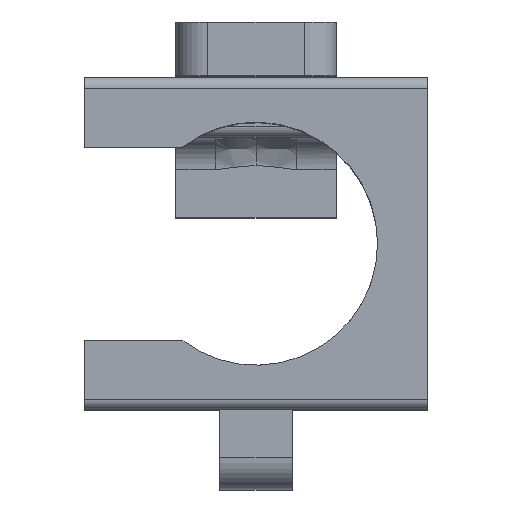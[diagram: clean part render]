
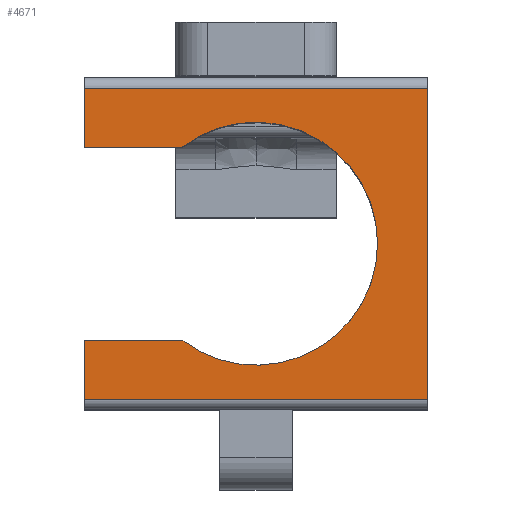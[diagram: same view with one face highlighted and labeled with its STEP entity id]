
A CAD part, top view. The second image highlights one B-rep face of the part: STEP entity #4671.
In plain terms, the highlighted planar face has unit normal (0, 0, 1).
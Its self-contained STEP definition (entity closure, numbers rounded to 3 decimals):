
#338 = PLANE('',#339);
#339 = AXIS2_PLACEMENT_3D('',#340,#341,#342);
#340 = CARTESIAN_POINT('',(-16.,9.,0.));
#341 = DIRECTION('',(0.,-1.,0.));
#342 = DIRECTION('',(0.,0.,1.));
#449 = CYLINDRICAL_SURFACE('',#450,11.35);
#450 = AXIS2_PLACEMENT_3D('',#451,#452,#453);
#451 = CARTESIAN_POINT('',(0.,0.,31.));
#452 = DIRECTION('',(0.,0.,1.));
#453 = DIRECTION('',(1.,0.,0.));
#818 = CYLINDRICAL_SURFACE('',#819,11.35);
#819 = AXIS2_PLACEMENT_3D('',#820,#821,#822);
#820 = CARTESIAN_POINT('',(0.,0.,31.));
#821 = DIRECTION('',(0.,0.,1.));
#822 = DIRECTION('',(1.,0.,0.));
#1024 = PLANE('',#1025);
#1025 = AXIS2_PLACEMENT_3D('',#1026,#1027,#1028);
#1026 = CARTESIAN_POINT('',(-16.,-9.,31.));
#1027 = DIRECTION('',(0.,1.,0.));
#1028 = DIRECTION('',(0.,0.,-1.));
#2451 = PLANE('',#2452);
#2452 = AXIS2_PLACEMENT_3D('',#2453,#2454,#2455);
#2453 = CARTESIAN_POINT('',(16.,15.5,0.));
#2454 = DIRECTION('',(1.,0.,0.));
#2455 = DIRECTION('',(0.,-1.,0.));
#2473 = VERTEX_POINT('',#2474);
#2474 = CARTESIAN_POINT('',(-6.915,9.,31.));
#2493 = EDGE_CURVE('',#2494,#2473,#2496,.T.);
#2494 = VERTEX_POINT('',#2495);
#2495 = CARTESIAN_POINT('',(-16.,9.,31.));
#2496 = SURFACE_CURVE('',#2497,(#2501,#2508),.PCURVE_S1.);
#2497 = LINE('',#2498,#2499);
#2498 = CARTESIAN_POINT('',(-16.,9.,31.));
#2499 = VECTOR('',#2500,1.);
#2500 = DIRECTION('',(1.,0.,0.));
#2501 = PCURVE('',#338,#2502);
#2502 = DEFINITIONAL_REPRESENTATION('',(#2503),#2507);
#2503 = LINE('',#2504,#2505);
#2504 = CARTESIAN_POINT('',(31.,0.));
#2505 = VECTOR('',#2506,1.);
#2506 = DIRECTION('',(0.,-1.));
#2507 = ( GEOMETRIC_REPRESENTATION_CONTEXT(2) 
PARAMETRIC_REPRESENTATION_CONTEXT() REPRESENTATION_CONTEXT('2D SPACE',''
  ) );
#2508 = PCURVE('',#2509,#2514);
#2509 = PLANE('',#2510);
#2510 = AXIS2_PLACEMENT_3D('',#2511,#2512,#2513);
#2511 = CARTESIAN_POINT('',(-16.,15.5,31.));
#2512 = DIRECTION('',(0.,0.,1.));
#2513 = DIRECTION('',(1.,0.,0.));
#2514 = DEFINITIONAL_REPRESENTATION('',(#2515),#2519);
#2515 = LINE('',#2516,#2517);
#2516 = CARTESIAN_POINT('',(0.,-6.5));
#2517 = VECTOR('',#2518,1.);
#2518 = DIRECTION('',(1.,0.));
#2519 = ( GEOMETRIC_REPRESENTATION_CONTEXT(2) 
PARAMETRIC_REPRESENTATION_CONTEXT() REPRESENTATION_CONTEXT('2D SPACE',''
  ) );
#2537 = PLANE('',#2538);
#2538 = AXIS2_PLACEMENT_3D('',#2539,#2540,#2541);
#2539 = CARTESIAN_POINT('',(-16.,-15.5,0.));
#2540 = DIRECTION('',(-1.,0.,0.));
#2541 = DIRECTION('',(0.,1.,0.));
#3325 = EDGE_CURVE('',#3326,#2473,#3328,.T.);
#3326 = VERTEX_POINT('',#3327);
#3327 = CARTESIAN_POINT('',(11.35,0.,31.));
#3328 = SURFACE_CURVE('',#3329,(#3334,#3341),.PCURVE_S1.);
#3329 = CIRCLE('',#3330,11.35);
#3330 = AXIS2_PLACEMENT_3D('',#3331,#3332,#3333);
#3331 = CARTESIAN_POINT('',(0.,0.,31.));
#3332 = DIRECTION('',(0.,0.,1.));
#3333 = DIRECTION('',(1.,0.,0.));
#3334 = PCURVE('',#449,#3335);
#3335 = DEFINITIONAL_REPRESENTATION('',(#3336),#3340);
#3336 = LINE('',#3337,#3338);
#3337 = CARTESIAN_POINT('',(0.,0.));
#3338 = VECTOR('',#3339,1.);
#3339 = DIRECTION('',(1.,0.));
#3340 = ( GEOMETRIC_REPRESENTATION_CONTEXT(2) 
PARAMETRIC_REPRESENTATION_CONTEXT() REPRESENTATION_CONTEXT('2D SPACE',''
  ) );
#3341 = PCURVE('',#2509,#3342);
#3342 = DEFINITIONAL_REPRESENTATION('',(#3343),#3347);
#3343 = CIRCLE('',#3344,11.35);
#3344 = AXIS2_PLACEMENT_2D('',#3345,#3346);
#3345 = CARTESIAN_POINT('',(16.,-15.5));
#3346 = DIRECTION('',(1.,0.));
#3347 = ( GEOMETRIC_REPRESENTATION_CONTEXT(2) 
PARAMETRIC_REPRESENTATION_CONTEXT() REPRESENTATION_CONTEXT('2D SPACE',''
  ) );
#3709 = VERTEX_POINT('',#3710);
#3710 = CARTESIAN_POINT('',(-16.,-9.,31.));
#3724 = PLANE('',#3725);
#3725 = AXIS2_PLACEMENT_3D('',#3726,#3727,#3728);
#3726 = CARTESIAN_POINT('',(-16.,-15.5,0.));
#3727 = DIRECTION('',(-1.,0.,0.));
#3728 = DIRECTION('',(0.,1.,0.));
#3736 = EDGE_CURVE('',#3709,#3737,#3739,.T.);
#3737 = VERTEX_POINT('',#3738);
#3738 = CARTESIAN_POINT('',(-6.915,-9.,31.));
#3739 = SURFACE_CURVE('',#3740,(#3744,#3751),.PCURVE_S1.);
#3740 = LINE('',#3741,#3742);
#3741 = CARTESIAN_POINT('',(-16.,-9.,31.));
#3742 = VECTOR('',#3743,1.);
#3743 = DIRECTION('',(1.,0.,0.));
#3744 = PCURVE('',#1024,#3745);
#3745 = DEFINITIONAL_REPRESENTATION('',(#3746),#3750);
#3746 = LINE('',#3747,#3748);
#3747 = CARTESIAN_POINT('',(0.,0.));
#3748 = VECTOR('',#3749,1.);
#3749 = DIRECTION('',(0.,-1.));
#3750 = ( GEOMETRIC_REPRESENTATION_CONTEXT(2) 
PARAMETRIC_REPRESENTATION_CONTEXT() REPRESENTATION_CONTEXT('2D SPACE',''
  ) );
#3751 = PCURVE('',#2509,#3752);
#3752 = DEFINITIONAL_REPRESENTATION('',(#3753),#3757);
#3753 = LINE('',#3754,#3755);
#3754 = CARTESIAN_POINT('',(0.,-24.5));
#3755 = VECTOR('',#3756,1.);
#3756 = DIRECTION('',(1.,0.));
#3757 = ( GEOMETRIC_REPRESENTATION_CONTEXT(2) 
PARAMETRIC_REPRESENTATION_CONTEXT() REPRESENTATION_CONTEXT('2D SPACE',''
  ) );
#3841 = EDGE_CURVE('',#3737,#3326,#3842,.T.);
#3842 = SURFACE_CURVE('',#3843,(#3848,#3855),.PCURVE_S1.);
#3843 = CIRCLE('',#3844,11.35);
#3844 = AXIS2_PLACEMENT_3D('',#3845,#3846,#3847);
#3845 = CARTESIAN_POINT('',(0.,0.,31.));
#3846 = DIRECTION('',(0.,0.,1.));
#3847 = DIRECTION('',(1.,0.,0.));
#3848 = PCURVE('',#818,#3849);
#3849 = DEFINITIONAL_REPRESENTATION('',(#3850),#3854);
#3850 = LINE('',#3851,#3852);
#3851 = CARTESIAN_POINT('',(0.,0.));
#3852 = VECTOR('',#3853,1.);
#3853 = DIRECTION('',(1.,0.));
#3854 = ( GEOMETRIC_REPRESENTATION_CONTEXT(2) 
PARAMETRIC_REPRESENTATION_CONTEXT() REPRESENTATION_CONTEXT('2D SPACE',''
  ) );
#3855 = PCURVE('',#2509,#3856);
#3856 = DEFINITIONAL_REPRESENTATION('',(#3857),#3861);
#3857 = CIRCLE('',#3858,11.35);
#3858 = AXIS2_PLACEMENT_2D('',#3859,#3860);
#3859 = CARTESIAN_POINT('',(16.,-15.5));
#3860 = DIRECTION('',(1.,0.));
#3861 = ( GEOMETRIC_REPRESENTATION_CONTEXT(2) 
PARAMETRIC_REPRESENTATION_CONTEXT() REPRESENTATION_CONTEXT('2D SPACE',''
  ) );
#4176 = VERTEX_POINT('',#4177);
#4177 = CARTESIAN_POINT('',(16.,14.51,31.));
#4192 = CYLINDRICAL_SURFACE('',#4193,0.99);
#4193 = AXIS2_PLACEMENT_3D('',#4194,#4195,#4196);
#4194 = CARTESIAN_POINT('',(-16.,14.51,30.01));
#4195 = DIRECTION('',(1.,0.,0.));
#4196 = DIRECTION('',(0.,1.,0.));
#4204 = EDGE_CURVE('',#4176,#4205,#4207,.T.);
#4205 = VERTEX_POINT('',#4206);
#4206 = CARTESIAN_POINT('',(16.,-14.51,31.));
#4207 = SURFACE_CURVE('',#4208,(#4212,#4219),.PCURVE_S1.);
#4208 = LINE('',#4209,#4210);
#4209 = CARTESIAN_POINT('',(16.,15.5,31.));
#4210 = VECTOR('',#4211,1.);
#4211 = DIRECTION('',(0.,-1.,0.));
#4212 = PCURVE('',#2451,#4213);
#4213 = DEFINITIONAL_REPRESENTATION('',(#4214),#4218);
#4214 = LINE('',#4215,#4216);
#4215 = CARTESIAN_POINT('',(0.,-31.));
#4216 = VECTOR('',#4217,1.);
#4217 = DIRECTION('',(1.,0.));
#4218 = ( GEOMETRIC_REPRESENTATION_CONTEXT(2) 
PARAMETRIC_REPRESENTATION_CONTEXT() REPRESENTATION_CONTEXT('2D SPACE',''
  ) );
#4219 = PCURVE('',#2509,#4220);
#4220 = DEFINITIONAL_REPRESENTATION('',(#4221),#4225);
#4221 = LINE('',#4222,#4223);
#4222 = CARTESIAN_POINT('',(32.,0.));
#4223 = VECTOR('',#4224,1.);
#4224 = DIRECTION('',(0.,-1.));
#4225 = ( GEOMETRIC_REPRESENTATION_CONTEXT(2) 
PARAMETRIC_REPRESENTATION_CONTEXT() REPRESENTATION_CONTEXT('2D SPACE',''
  ) );
#4244 = CYLINDRICAL_SURFACE('',#4245,0.99);
#4245 = AXIS2_PLACEMENT_3D('',#4246,#4247,#4248);
#4246 = CARTESIAN_POINT('',(16.,-14.51,30.01));
#4247 = DIRECTION('',(-1.,0.,0.));
#4248 = DIRECTION('',(0.,0.,1.));
#4576 = EDGE_CURVE('',#2494,#4577,#4579,.T.);
#4577 = VERTEX_POINT('',#4578);
#4578 = CARTESIAN_POINT('',(-16.,14.51,31.));
#4579 = SURFACE_CURVE('',#4580,(#4584,#4591),.PCURVE_S1.);
#4580 = LINE('',#4581,#4582);
#4581 = CARTESIAN_POINT('',(-16.,-15.5,31.));
#4582 = VECTOR('',#4583,1.);
#4583 = DIRECTION('',(0.,1.,0.));
#4584 = PCURVE('',#2537,#4585);
#4585 = DEFINITIONAL_REPRESENTATION('',(#4586),#4590);
#4586 = LINE('',#4587,#4588);
#4587 = CARTESIAN_POINT('',(0.,-31.));
#4588 = VECTOR('',#4589,1.);
#4589 = DIRECTION('',(1.,0.));
#4590 = ( GEOMETRIC_REPRESENTATION_CONTEXT(2) 
PARAMETRIC_REPRESENTATION_CONTEXT() REPRESENTATION_CONTEXT('2D SPACE',''
  ) );
#4591 = PCURVE('',#2509,#4592);
#4592 = DEFINITIONAL_REPRESENTATION('',(#4593),#4597);
#4593 = LINE('',#4594,#4595);
#4594 = CARTESIAN_POINT('',(0.,-31.));
#4595 = VECTOR('',#4596,1.);
#4596 = DIRECTION('',(0.,1.));
#4597 = ( GEOMETRIC_REPRESENTATION_CONTEXT(2) 
PARAMETRIC_REPRESENTATION_CONTEXT() REPRESENTATION_CONTEXT('2D SPACE',''
  ) );
#4671 = ADVANCED_FACE('',(#4672),#2509,.T.);
#4672 = FACE_BOUND('',#4673,.T.);
#4673 = EDGE_LOOP('',(#4674,#4675,#4696,#4697,#4698,#4699,#4700,#4701,
    #4724));
#4674 = ORIENTED_EDGE('',*,*,#4204,.F.);
#4675 = ORIENTED_EDGE('',*,*,#4676,.F.);
#4676 = EDGE_CURVE('',#4577,#4176,#4677,.T.);
#4677 = SURFACE_CURVE('',#4678,(#4682,#4689),.PCURVE_S1.);
#4678 = LINE('',#4679,#4680);
#4679 = CARTESIAN_POINT('',(-16.,14.51,31.));
#4680 = VECTOR('',#4681,1.);
#4681 = DIRECTION('',(1.,0.,0.));
#4682 = PCURVE('',#2509,#4683);
#4683 = DEFINITIONAL_REPRESENTATION('',(#4684),#4688);
#4684 = LINE('',#4685,#4686);
#4685 = CARTESIAN_POINT('',(0.,-0.99));
#4686 = VECTOR('',#4687,1.);
#4687 = DIRECTION('',(1.,0.));
#4688 = ( GEOMETRIC_REPRESENTATION_CONTEXT(2) 
PARAMETRIC_REPRESENTATION_CONTEXT() REPRESENTATION_CONTEXT('2D SPACE',''
  ) );
#4689 = PCURVE('',#4192,#4690);
#4690 = DEFINITIONAL_REPRESENTATION('',(#4691),#4695);
#4691 = LINE('',#4692,#4693);
#4692 = CARTESIAN_POINT('',(1.571,0.));
#4693 = VECTOR('',#4694,1.);
#4694 = DIRECTION('',(0.,1.));
#4695 = ( GEOMETRIC_REPRESENTATION_CONTEXT(2) 
PARAMETRIC_REPRESENTATION_CONTEXT() REPRESENTATION_CONTEXT('2D SPACE',''
  ) );
#4696 = ORIENTED_EDGE('',*,*,#4576,.F.);
#4697 = ORIENTED_EDGE('',*,*,#2493,.T.);
#4698 = ORIENTED_EDGE('',*,*,#3325,.F.);
#4699 = ORIENTED_EDGE('',*,*,#3841,.F.);
#4700 = ORIENTED_EDGE('',*,*,#3736,.F.);
#4701 = ORIENTED_EDGE('',*,*,#4702,.F.);
#4702 = EDGE_CURVE('',#4703,#3709,#4705,.T.);
#4703 = VERTEX_POINT('',#4704);
#4704 = CARTESIAN_POINT('',(-16.,-14.51,31.));
#4705 = SURFACE_CURVE('',#4706,(#4710,#4717),.PCURVE_S1.);
#4706 = LINE('',#4707,#4708);
#4707 = CARTESIAN_POINT('',(-16.,-15.5,31.));
#4708 = VECTOR('',#4709,1.);
#4709 = DIRECTION('',(0.,1.,0.));
#4710 = PCURVE('',#2509,#4711);
#4711 = DEFINITIONAL_REPRESENTATION('',(#4712),#4716);
#4712 = LINE('',#4713,#4714);
#4713 = CARTESIAN_POINT('',(0.,-31.));
#4714 = VECTOR('',#4715,1.);
#4715 = DIRECTION('',(0.,1.));
#4716 = ( GEOMETRIC_REPRESENTATION_CONTEXT(2) 
PARAMETRIC_REPRESENTATION_CONTEXT() REPRESENTATION_CONTEXT('2D SPACE',''
  ) );
#4717 = PCURVE('',#3724,#4718);
#4718 = DEFINITIONAL_REPRESENTATION('',(#4719),#4723);
#4719 = LINE('',#4720,#4721);
#4720 = CARTESIAN_POINT('',(0.,-31.));
#4721 = VECTOR('',#4722,1.);
#4722 = DIRECTION('',(1.,0.));
#4723 = ( GEOMETRIC_REPRESENTATION_CONTEXT(2) 
PARAMETRIC_REPRESENTATION_CONTEXT() REPRESENTATION_CONTEXT('2D SPACE',''
  ) );
#4724 = ORIENTED_EDGE('',*,*,#4725,.F.);
#4725 = EDGE_CURVE('',#4205,#4703,#4726,.T.);
#4726 = SURFACE_CURVE('',#4727,(#4731,#4738),.PCURVE_S1.);
#4727 = LINE('',#4728,#4729);
#4728 = CARTESIAN_POINT('',(16.,-14.51,31.));
#4729 = VECTOR('',#4730,1.);
#4730 = DIRECTION('',(-1.,0.,0.));
#4731 = PCURVE('',#2509,#4732);
#4732 = DEFINITIONAL_REPRESENTATION('',(#4733),#4737);
#4733 = LINE('',#4734,#4735);
#4734 = CARTESIAN_POINT('',(32.,-30.01));
#4735 = VECTOR('',#4736,1.);
#4736 = DIRECTION('',(-1.,0.));
#4737 = ( GEOMETRIC_REPRESENTATION_CONTEXT(2) 
PARAMETRIC_REPRESENTATION_CONTEXT() REPRESENTATION_CONTEXT('2D SPACE',''
  ) );
#4738 = PCURVE('',#4244,#4739);
#4739 = DEFINITIONAL_REPRESENTATION('',(#4740),#4744);
#4740 = LINE('',#4741,#4742);
#4741 = CARTESIAN_POINT('',(-0.,0.));
#4742 = VECTOR('',#4743,1.);
#4743 = DIRECTION('',(-0.,1.));
#4744 = ( GEOMETRIC_REPRESENTATION_CONTEXT(2) 
PARAMETRIC_REPRESENTATION_CONTEXT() REPRESENTATION_CONTEXT('2D SPACE',''
  ) );
